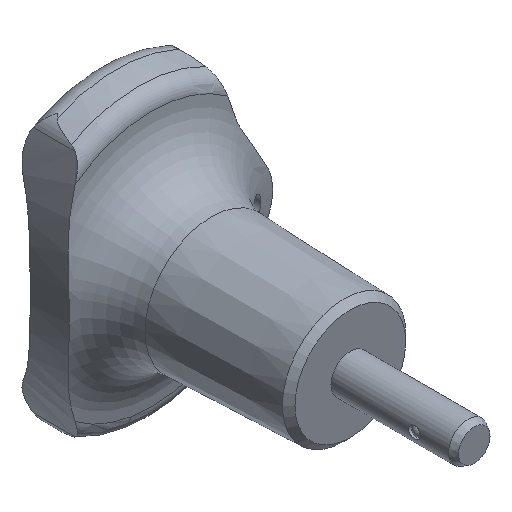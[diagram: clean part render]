
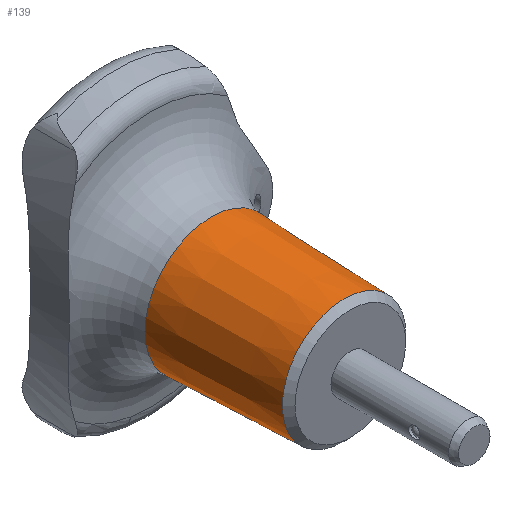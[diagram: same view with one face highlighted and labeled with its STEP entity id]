
A CAD part, isometric view. The second image highlights one B-rep face of the part: STEP entity #139.
In plain terms, the highlighted conical face has half-angle 2 degrees and reference radius 7.978 mm.
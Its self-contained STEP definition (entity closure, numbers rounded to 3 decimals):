
#139 = ADVANCED_FACE( '', ( #296, #297 ), #298, .T. );
#296 = FACE_OUTER_BOUND( '', #479, .T. );
#297 = FACE_BOUND( '', #480, .T. );
#298 = CONICAL_SURFACE( '', #481, 7.978, 0.035 );
#479 = EDGE_LOOP( '', ( #796 ) );
#480 = EDGE_LOOP( '', ( #797 ) );
#481 = AXIS2_PLACEMENT_3D( '', #798, #799, #800 );
#796 = ORIENTED_EDGE( '', *, *, #910, .T. );
#797 = ORIENTED_EDGE( '', *, *, #840, .F. );
#798 = CARTESIAN_POINT( '', ( 0., 0.8, 0. ) );
#799 = DIRECTION( '', ( 0., 1., 0. ) );
#800 = DIRECTION( '', ( 0., 0., 1. ) );
#840 = EDGE_CURVE( '', #987, #987, #988, .T. );
#910 = EDGE_CURVE( '', #1088, #1088, #1089, .T. );
#987 = VERTEX_POINT( '', #1267 );
#988 = CIRCLE( '', #1268, 7.978 );
#1088 = VERTEX_POINT( '', #1741 );
#1089 = CIRCLE( '', #1742, 8.576 );
#1267 = CARTESIAN_POINT( '', ( 0., 0.8, -7.978 ) );
#1268 = AXIS2_PLACEMENT_3D( '', #1795, #1796, #1797 );
#1741 = CARTESIAN_POINT( '', ( 0., 17.939, -8.576 ) );
#1742 = AXIS2_PLACEMENT_3D( '', #1831, #1832, #1833 );
#1795 = CARTESIAN_POINT( '', ( 0., 0.8, 0. ) );
#1796 = DIRECTION( '', ( 0., -1., 0. ) );
#1797 = DIRECTION( '', ( 0., 0., -1. ) );
#1831 = CARTESIAN_POINT( '', ( 0., 17.939, 0. ) );
#1832 = DIRECTION( '', ( 0., -1., 0. ) );
#1833 = DIRECTION( '', ( 0., 0., -1. ) );
